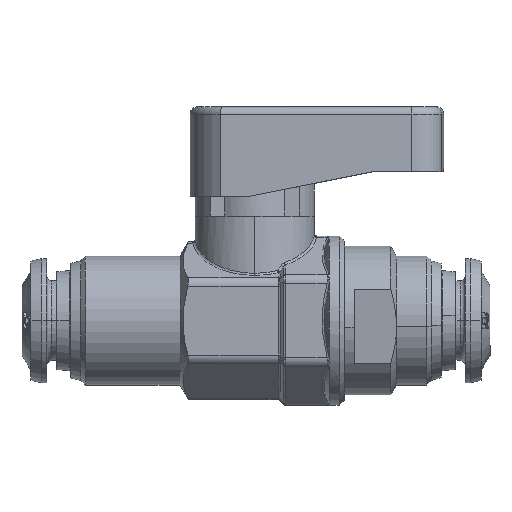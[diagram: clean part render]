
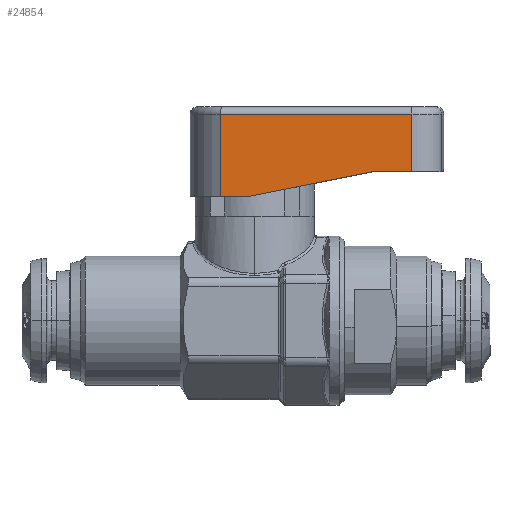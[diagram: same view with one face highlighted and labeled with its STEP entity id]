
A CAD part, top view. The second image highlights one B-rep face of the part: STEP entity #24854.
In plain terms, the highlighted planar face has unit normal (0, 0, 1).
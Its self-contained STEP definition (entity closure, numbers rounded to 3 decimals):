
#1530 = CARTESIAN_POINT ( 'NONE',  ( 20.984, 12.5, 5.5 ) ) ;
#1531 = DIRECTION ( 'NONE',  ( 0., 1., 0. ) ) ;
#1535 = DIRECTION ( 'NONE',  ( -1., 0., 0. ) ) ;
#1539 = CARTESIAN_POINT ( 'NONE',  ( 1.716, 20.75, 5.5 ) ) ;
#1540 = CARTESIAN_POINT ( 'NONE',  ( 1.716, 12.5, 5.5 ) ) ;
#1544 = CARTESIAN_POINT ( 'NONE',  ( 1.716, 12.5, 5.5 ) ) ;
#1545 = DIRECTION ( 'NONE',  ( 0., 1., 0. ) ) ;
#1546 = DIRECTION ( 'NONE',  ( 1., 0., 0. ) ) ;
#1547 = CARTESIAN_POINT ( 'NONE',  ( 17.18, 15., 5.5 ) ) ;
#1548 = DIRECTION ( 'NONE',  ( 0.981, 0.196, 0. ) ) ;
#1549 = CARTESIAN_POINT ( 'NONE',  ( 24.18, 15., 5.5 ) ) ;
#1550 = DIRECTION ( 'NONE',  ( 1., 0., 0. ) ) ;
#3098 = EDGE_CURVE ( 'NONE', #6735, #6736, #13838, .T. ) ;
#3100 = EDGE_CURVE ( 'NONE', #6736, #6734, #13841, .T. ) ;
#3101 = EDGE_CURVE ( 'NONE', #6733, #6734, #13842, .T. ) ;
#3102 = EDGE_CURVE ( 'NONE', #6733, #6731, #13839, .T. ) ;
#3103 = EDGE_CURVE ( 'NONE', #6731, #6730, #13846, .T. ) ;
#3104 = EDGE_CURVE ( 'NONE', #6730, #6735, #13848, .T. ) ;
#6730 = VERTEX_POINT ( 'NONE', #10777 ) ;
#6731 = VERTEX_POINT ( 'NONE', #10778 ) ;
#6733 = VERTEX_POINT ( 'NONE', #10780 ) ;
#6734 = VERTEX_POINT ( 'NONE', #10781 ) ;
#6735 = VERTEX_POINT ( 'NONE', #10782 ) ;
#6736 = VERTEX_POINT ( 'NONE', #10783 ) ;
#10777 = CARTESIAN_POINT ( 'NONE',  ( 17.18, 15., 5.5 ) ) ;
#10778 = CARTESIAN_POINT ( 'NONE',  ( 4.68, 12.5, 5.5 ) ) ;
#10780 = CARTESIAN_POINT ( 'NONE',  ( 1.716, 12.5, 5.5 ) ) ;
#10781 = CARTESIAN_POINT ( 'NONE',  ( 1.716, 20.75, 5.5 ) ) ;
#10782 = CARTESIAN_POINT ( 'NONE',  ( 20.984, 15., 5.5 ) ) ;
#10783 = CARTESIAN_POINT ( 'NONE',  ( 20.984, 20.75, 5.5 ) ) ;
#13838 = LINE ( 'NONE', #1530, #13840 ) ;
#13839 = LINE ( 'NONE', #1540, #13847 ) ;
#13840 = VECTOR ( 'NONE', #1531, 1000. ) ;
#13841 = LINE ( 'NONE', #1539, #13843 ) ;
#13842 = LINE ( 'NONE', #1544, #13845 ) ;
#13843 = VECTOR ( 'NONE', #1535, 1000. ) ;
#13845 = VECTOR ( 'NONE', #1545, 1000. ) ;
#13846 = LINE ( 'NONE', #1547, #13849 ) ;
#13847 = VECTOR ( 'NONE', #1546, 1000. ) ;
#13848 = LINE ( 'NONE', #1549, #13851 ) ;
#13849 = VECTOR ( 'NONE', #1548, 1000. ) ;
#13851 = VECTOR ( 'NONE', #1550, 1000. ) ;
#18527 = EDGE_LOOP ( 'NONE', ( #28536, #28535, #28846, #28847, #28845, #28841 ) ) ;
#19630 = CARTESIAN_POINT ( 'NONE',  ( 1.716, 12.5, 5.5 ) ) ;
#19632 = PLANE ( 'NONE',  #19903 ) ;
#19634 = DIRECTION ( 'NONE',  ( 0., 0., 1. ) ) ;
#19635 = DIRECTION ( 'NONE',  ( 1., 0., 0. ) ) ;
#19903 = AXIS2_PLACEMENT_3D ( 'NONE', #19630, #19634, #19635 ) ;
#22052 = FACE_OUTER_BOUND ( 'NONE', #18527, .T. ) ;
#24854 = ADVANCED_FACE ( 'NONE', ( #22052 ), #19632, .T. ) ;
#28535 = ORIENTED_EDGE ( 'NONE', *, *, #3100, .T. ) ;
#28536 = ORIENTED_EDGE ( 'NONE', *, *, #3098, .T. ) ;
#28841 = ORIENTED_EDGE ( 'NONE', *, *, #3104, .T. ) ;
#28845 = ORIENTED_EDGE ( 'NONE', *, *, #3103, .T. ) ;
#28846 = ORIENTED_EDGE ( 'NONE', *, *, #3101, .F. ) ;
#28847 = ORIENTED_EDGE ( 'NONE', *, *, #3102, .T. ) ;
